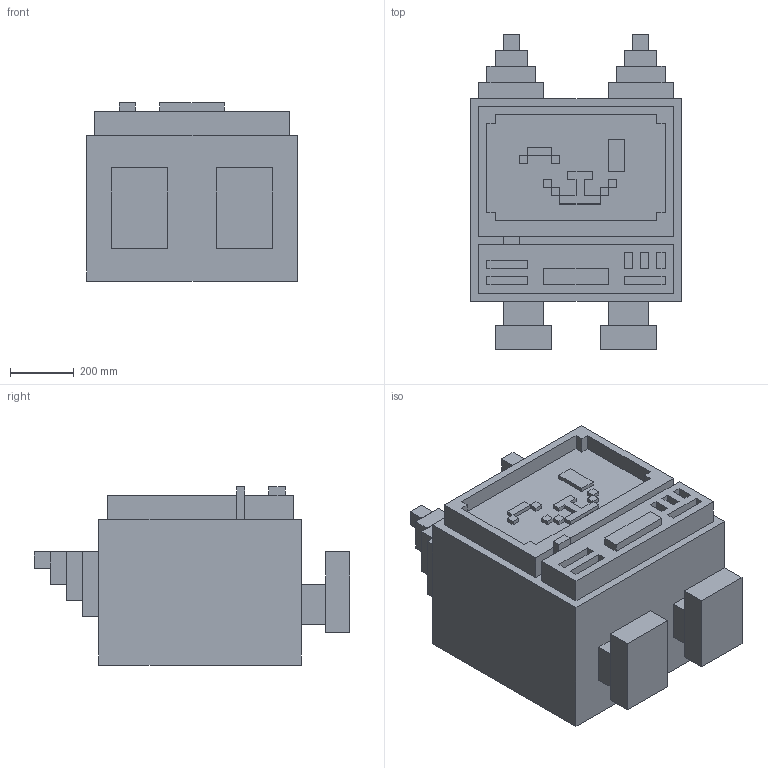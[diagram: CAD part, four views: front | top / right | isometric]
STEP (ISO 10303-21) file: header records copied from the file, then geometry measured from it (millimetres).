
FILE_DESCRIPTION((('zoo.dev export')), '2;1');
FILE_NAME('dump.step', '1970-01-01T00:00:00.0+00:00', ('Author unknown'), ('Organization unknown'), 'zoo.dev beta', 'zoo.dev', 'Authorization unknown');
FILE_SCHEMA(('AP203_CONFIGURATION_CONTROLLED_3D_DESIGN_OF_MECHANICAL_PARTS_AND_ASSEMBLIES_MIM_LF'));
Length unit declared in the file: metre
Products named in the file (3): UNIDENTIFIED_PRODUCT
Bounding box: 660.4 x 990.6 x 558.8 mm (x, y, z)
Volume: 224953421.1 mm3; surface area: 3174832.4 mm2
Topology: 3 solids, 3 shells, 234 faces, 568 edges, 370 vertices
Faces by surface type: plane 234
Entity records: 6448 total; most frequent: CARTESIAN_POINT 1174, ORIENTED_EDGE 1128, DIRECTION 798, VECTOR 564, LINE 564, EDGE_CURVE 564, VERTEX_POINT 376, EDGE_LOOP 274
